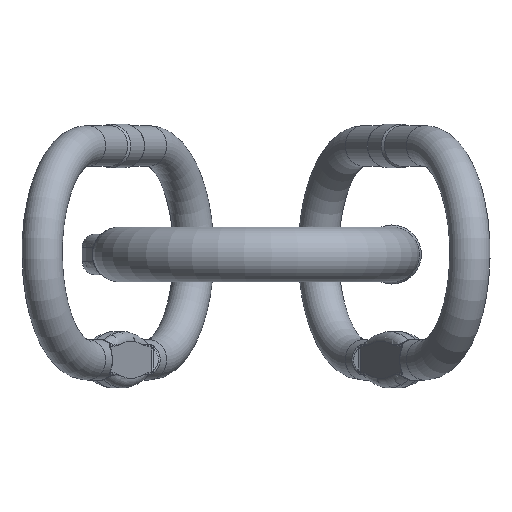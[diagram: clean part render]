
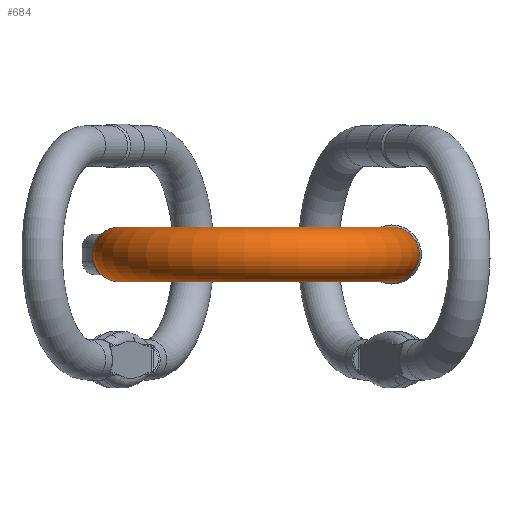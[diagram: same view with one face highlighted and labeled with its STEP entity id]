
A CAD part, front view. The second image highlights one B-rep face of the part: STEP entity #684.
In plain terms, the highlighted toroidal (fillet/blend) face has major radius 47 mm and minor radius 9.5 mm.
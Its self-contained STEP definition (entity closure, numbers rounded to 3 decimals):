
#580=TOROIDAL_SURFACE('',#6617,47.,9.5);
#684=ADVANCED_FACE('',(#1865,#1866),#580,.T.);
#1254=CIRCLE('',#6609,9.5);
#1255=CIRCLE('',#6611,9.5);
#1865=FACE_BOUND('',#1962,.T.);
#1866=FACE_BOUND('',#1963,.T.);
#1962=EDGE_LOOP('',(#2500));
#1963=EDGE_LOOP('',(#2501));
#2500=ORIENTED_EDGE('',*,*,#4959,.T.);
#2501=ORIENTED_EDGE('',*,*,#4960,.F.);
#4367=VERTEX_POINT('',#8760);
#4368=VERTEX_POINT('',#8763);
#4959=EDGE_CURVE('',#4367,#4367,#1254,.T.);
#4960=EDGE_CURVE('',#4368,#4368,#1255,.T.);
#6609=AXIS2_PLACEMENT_3D('',#8759,#7082,#7083);
#6611=AXIS2_PLACEMENT_3D('',#8762,#7086,#7087);
#6617=AXIS2_PLACEMENT_3D('',#8772,#7098,#7099);
#7082=DIRECTION('',(0.,-1.,0.));
#7083=DIRECTION('',(0.,0.,1.));
#7086=DIRECTION('',(0.,1.,0.));
#7087=DIRECTION('',(0.,0.,1.));
#7098=DIRECTION('',(0.,0.,1.));
#7099=DIRECTION('',(1.,0.,0.));
#8759=CARTESIAN_POINT('',(-47.,-30.,0.));
#8760=CARTESIAN_POINT('',(-47.,-30.,9.5));
#8762=CARTESIAN_POINT('',(47.,-30.,0.));
#8763=CARTESIAN_POINT('',(47.,-30.,9.5));
#8772=CARTESIAN_POINT('',(0.,-30.,0.));
